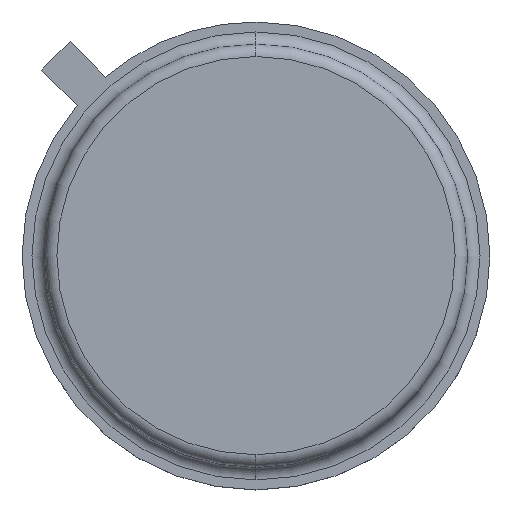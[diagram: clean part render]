
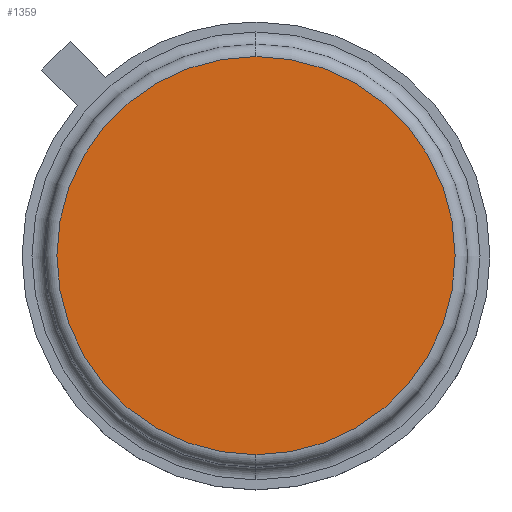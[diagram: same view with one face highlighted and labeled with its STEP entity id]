
A CAD part, top view. The second image highlights one B-rep face of the part: STEP entity #1359.
In plain terms, the highlighted planar face has unit normal (0, 0, 1).
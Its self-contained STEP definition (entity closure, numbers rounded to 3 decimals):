
#911 = CARTESIAN_POINT ( 'NONE',  ( 0., 4., 5.1 ) ) ;
#912 = VERTEX_POINT ( 'NONE', #911 ) ;
#920 = CARTESIAN_POINT ( 'NONE',  ( 0., -4., 5.1 ) ) ;
#921 = VERTEX_POINT ( 'NONE', #920 ) ;
#922 = CARTESIAN_POINT ( 'NONE',  ( 0., 0., 5.1 ) ) ;
#923 = DIRECTION ( 'NONE',  ( 0., 0., 1. ) ) ;
#924 = DIRECTION ( 'NONE',  ( 0., -1., 0. ) ) ;
#925 = AXIS2_PLACEMENT_3D ( 'NONE', #922, #923, #924 ) ;
#926 = CIRCLE ( 'NONE', #925, 4.0) ;
#927 = EDGE_CURVE ( 'NONE', #921, #912, #926, .T. ) ;
#1344 = ORIENTED_EDGE ( 'NONE', *, *, #927, .T. ) ;
#1345 = CARTESIAN_POINT ( 'NONE',  ( 0., 0., 5.1 ) ) ;
#1346 = DIRECTION ( 'NONE',  ( 0., 0., 1. ) ) ;
#1347 = DIRECTION ( 'NONE',  ( 0., -1., 0. ) ) ;
#1348 = AXIS2_PLACEMENT_3D ( 'NONE', #1345, #1346, #1347 ) ;
#1349 = CIRCLE ( 'NONE', #1348, 4.0) ;
#1350 = EDGE_CURVE ( 'NONE', #912, #921, #1349, .T. ) ;
#1351 = ORIENTED_EDGE ( 'NONE', *, *, #1350, .T. ) ;
#1352 = EDGE_LOOP ( 'NONE', ( #1344, #1351 ) ) ;
#1353 = FACE_OUTER_BOUND ( 'NONE', #1352, .T. ) ;
#1354 = CARTESIAN_POINT ( 'NONE',  ( 0., 0., 5.1 ) ) ;
#1355 = DIRECTION ( 'NONE',  ( 0., 0., 1. ) ) ;
#1356 = DIRECTION ( 'NONE',  ( 0., -1., 0. ) ) ;
#1357 = AXIS2_PLACEMENT_3D ( 'NONE', #1354, #1355, #1356 ) ;
#1358 = PLANE ( 'NONE', #1357 ) ;
#1359 = ADVANCED_FACE ( 'NONE', ( #1353 ), #1358, .T. ) ;
